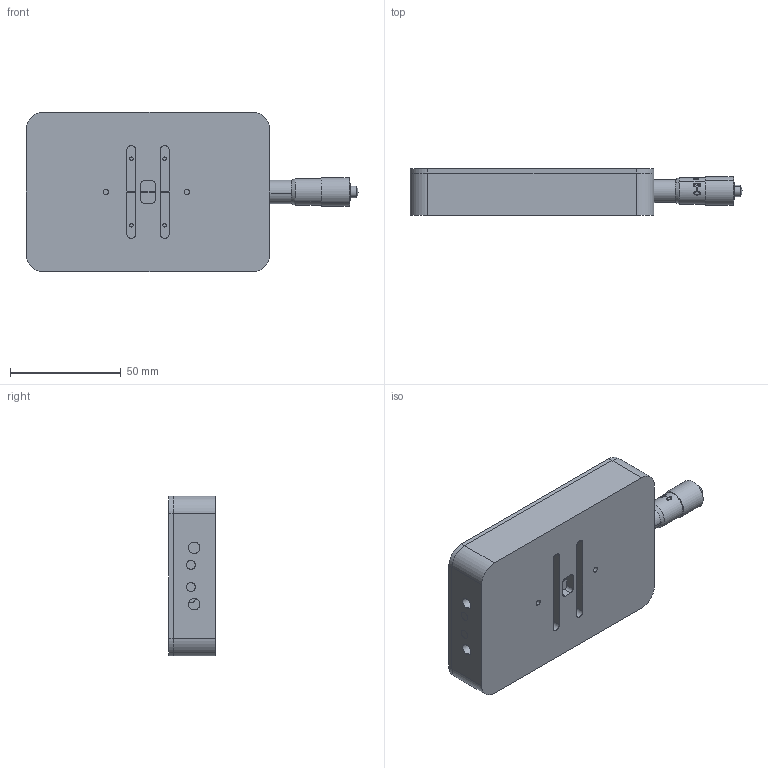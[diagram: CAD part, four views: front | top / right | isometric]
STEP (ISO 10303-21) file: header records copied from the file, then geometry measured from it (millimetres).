
FILE_DESCRIPTION (( 'STEP AP214' ), '1' );
FILE_NAME ('SL-501.STEP', '2018-10-04T07:45:14', ( '' ), ( '' ), 'SwSTEP 2.0', 'SolidWorks 2016', '' );
FILE_SCHEMA (( 'AUTOMOTIVE_DESIGN' ));
Length unit declared in the file: millimetre
Products named in the file (1): SL-501
Bounding box: 149.68 x 21 x 72 mm (x, y, z)
Surface area: 39008.6 mm2 (no closed solid volume)
Topology: 0 solids, 15 shells, 173 faces, 966 edges, 800 vertices
Faces by surface type: cylinder 76, plane 65, cone 18, bspline 12, torus 2
Entity records: 15939 total; most frequent: CARTESIAN_POINT 6958, DIRECTION 1321, ORIENTED_EDGE 1265, EDGE_CURVE 964, VERTEX_POINT 800, AXIS2_PLACEMENT_3D 467, VECTOR 387, LINE 387
